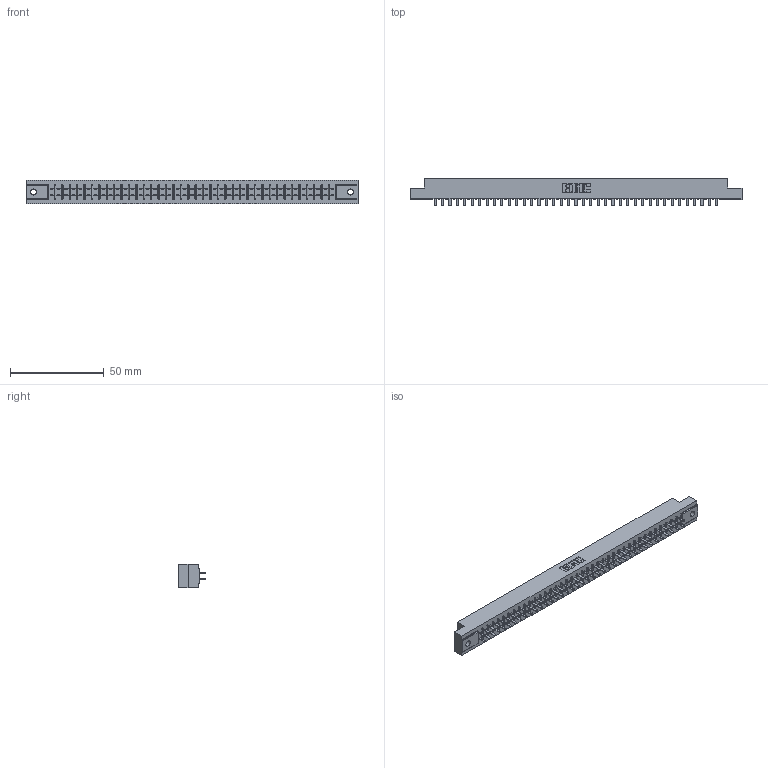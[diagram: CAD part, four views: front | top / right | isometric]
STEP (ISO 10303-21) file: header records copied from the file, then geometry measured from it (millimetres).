
FILE_DESCRIPTION (( 'STEP AP203' ), '1' );
FILE_NAME ('305-078-521-502.STEP', '2019-09-10T09:02:10', ( '' ), ( '' ), 'SwSTEP 2.0', 'SolidWorks 2016', '' );
FILE_SCHEMA (( 'CONFIG_CONTROL_DESIGN' ));
Length unit declared in the file: inch
Products named in the file (3): 305 Part_.128 Dia; 305-290-001_521; 305-078-521-502
Assembly tree (79 placements, depth 2):
  305-078-521-502
    305 Part_.128 Dia
    305-290-001_521  x78
Bounding box: 177.55 x 14.86 x 12.7 mm (x, y, z)
Volume: 17856.2 mm3; surface area: 22870.1 mm2
Topology: 79 solids, 79 shells, 3704 faces, 10573 edges, 6838 vertices
Faces by surface type: plane 2174, cylinder 1374, sphere 156
Entity records: 42474 total; most frequent: CARTESIAN_POINT 7027, ORIENTED_EDGE 6974, DIRECTION 6799, EDGE_CURVE 3487, LINE 2819, VECTOR 2819, VERTEX_POINT 2218, AXIS2_PLACEMENT_3D 1990
